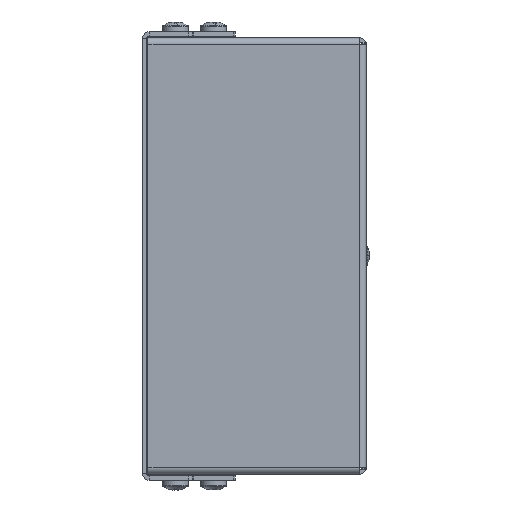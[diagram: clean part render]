
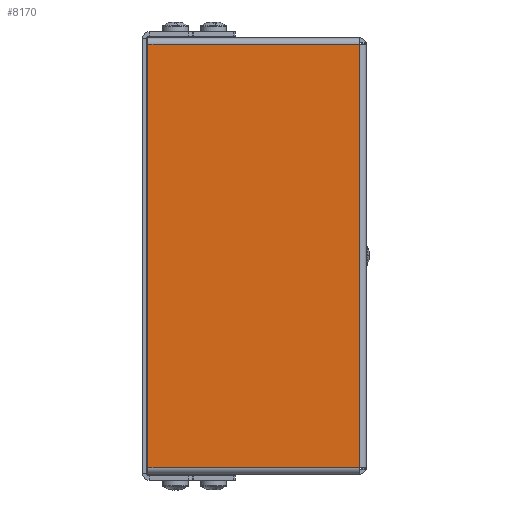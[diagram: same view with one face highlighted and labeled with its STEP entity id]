
A CAD part, left-side view. The second image highlights one B-rep face of the part: STEP entity #8170.
In plain terms, the highlighted planar face has unit normal (-1, 0, 0).
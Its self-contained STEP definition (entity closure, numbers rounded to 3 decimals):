
#375 = CARTESIAN_POINT ( 'NONE',  ( -125., 100., -97. ) ) ;
#3255 = DIRECTION ( 'NONE',  ( 0., -1., 0. ) ) ;
#3340 = DIRECTION ( 'NONE',  ( 1., 0., 0. ) ) ;
#3688 = EDGE_CURVE ( 'NONE', #6191, #8862, #5625, .T. ) ;
#4161 = AXIS2_PLACEMENT_3D ( 'NONE', #7426, #3340, #15966 ) ;
#5505 = ORIENTED_EDGE ( 'NONE', *, *, #15795, .T. ) ;
#5625 = LINE ( 'NONE', #11879, #8544 ) ;
#5784 = ORIENTED_EDGE ( 'NONE', *, *, #3688, .T. ) ;
#6191 = VERTEX_POINT ( 'NONE', #12851 ) ;
#6215 = PLANE ( 'NONE',  #4161 ) ;
#6312 = FACE_OUTER_BOUND ( 'NONE', #9878, .T. ) ;
#6373 = LINE ( 'NONE', #12097, #11262 ) ;
#6504 = CARTESIAN_POINT ( 'NONE',  ( -125., 3., 97. ) ) ;
#6734 = EDGE_CURVE ( 'NONE', #7654, #14585, #15279, .T. ) ;
#6805 = ORIENTED_EDGE ( 'NONE', *, *, #7347, .T. ) ;
#7324 = CARTESIAN_POINT ( 'NONE',  ( -125., 3., -97. ) ) ;
#7347 = EDGE_CURVE ( 'NONE', #8862, #14585, #7930, .T. ) ;
#7426 = CARTESIAN_POINT ( 'NONE',  ( -125., 100., 100. ) ) ;
#7654 = VERTEX_POINT ( 'NONE', #6504 ) ;
#7930 = LINE ( 'NONE', #375, #15247 ) ;
#7978 = DIRECTION ( 'NONE',  ( 0., 1., 0. ) ) ;
#8170 = ADVANCED_FACE ( 'NONE', ( #6312 ), #6215, .F. ) ;
#8544 = VECTOR ( 'NONE', #10428, 1000. ) ;
#8862 = VERTEX_POINT ( 'NONE', #11892 ) ;
#9878 = EDGE_LOOP ( 'NONE', ( #6805, #15122, #5505, #5784 ) ) ;
#10428 = DIRECTION ( 'NONE',  ( 0., 0., -1. ) ) ;
#11262 = VECTOR ( 'NONE', #7978, 1000. ) ;
#11879 = CARTESIAN_POINT ( 'NONE',  ( -125., 100., 100. ) ) ;
#11892 = CARTESIAN_POINT ( 'NONE',  ( -125., 100., -97. ) ) ;
#12097 = CARTESIAN_POINT ( 'NONE',  ( -125., 3., 97. ) ) ;
#12851 = CARTESIAN_POINT ( 'NONE',  ( -125., 100., 97. ) ) ;
#14383 = VECTOR ( 'NONE', #16223, 1000. ) ;
#14585 = VERTEX_POINT ( 'NONE', #7324 ) ;
#15122 = ORIENTED_EDGE ( 'NONE', *, *, #6734, .F. ) ;
#15247 = VECTOR ( 'NONE', #3255, 1000. ) ;
#15279 = LINE ( 'NONE', #16350, #14383 ) ;
#15795 = EDGE_CURVE ( 'NONE', #7654, #6191, #6373, .T. ) ;
#15966 = DIRECTION ( 'NONE',  ( 0., 1., 0. ) ) ;
#16223 = DIRECTION ( 'NONE',  ( 0., 0., -1. ) ) ;
#16350 = CARTESIAN_POINT ( 'NONE',  ( -125., 3., 100. ) ) ;
